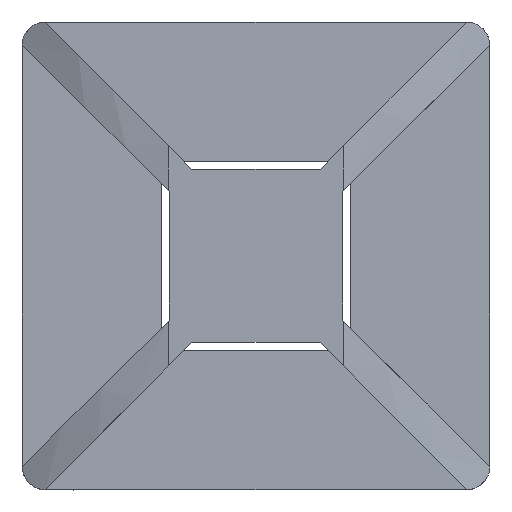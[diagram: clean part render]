
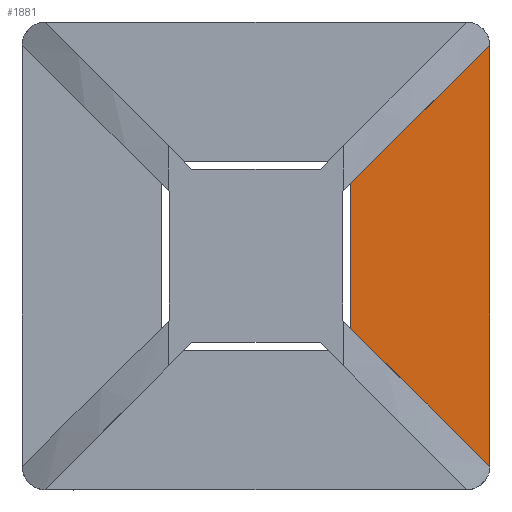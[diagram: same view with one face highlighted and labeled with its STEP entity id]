
A CAD part, top view. The second image highlights one B-rep face of the part: STEP entity #1881.
In plain terms, the highlighted planar face has unit normal (0, 0, 1).
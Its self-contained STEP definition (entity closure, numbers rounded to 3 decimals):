
#89=PLANE('',#2059);
#169=FACE_OUTER_BOUND('',#263,.T.);
#263=EDGE_LOOP('',(#1589,#1590,#1591,#1592));
#412=LINE('',#3024,#624);
#453=LINE('',#3120,#665);
#479=LINE('',#3179,#691);
#480=LINE('',#3180,#692);
#624=VECTOR('',#2356,1.);
#665=VECTOR('',#2443,1.);
#691=VECTOR('',#2511,1.);
#692=VECTOR('',#2512,1.);
#765=VERTEX_POINT('',#2647);
#792=VERTEX_POINT('',#2761);
#899=VERTEX_POINT('',#3021);
#900=VERTEX_POINT('',#3023);
#1108=EDGE_CURVE('',#900,#899,#412,.T.);
#1159=EDGE_CURVE('',#792,#900,#453,.T.);
#1191=EDGE_CURVE('',#899,#765,#479,.T.);
#1192=EDGE_CURVE('',#792,#765,#480,.T.);
#1589=ORIENTED_EDGE('',*,*,#1108,.T.);
#1590=ORIENTED_EDGE('',*,*,#1191,.T.);
#1591=ORIENTED_EDGE('',*,*,#1192,.F.);
#1592=ORIENTED_EDGE('',*,*,#1159,.T.);
#1881=ADVANCED_FACE('',(#169),#89,.F.);
#2059=AXIS2_PLACEMENT_3D('',#3178,#2509,#2510);
#2356=DIRECTION('',(0.,-1.,0.));
#2443=DIRECTION('',(-0.71,-0.704,0.));
#2509=DIRECTION('center_axis',(0.,0.,-1.));
#2510=DIRECTION('ref_axis',(0.,1.,0.));
#2511=DIRECTION('',(0.71,-0.704,0.));
#2512=DIRECTION('',(0.,-1.,0.));
#2647=CARTESIAN_POINT('',(10.,-9.,-2.5));
#2761=CARTESIAN_POINT('',(10.,9.,-2.5));
#3021=CARTESIAN_POINT('',(4.05,-3.094,-2.5));
#3023=CARTESIAN_POINT('',(4.05,3.094,-2.5));
#3024=CARTESIAN_POINT('',(4.05,0.,-2.5));
#3120=CARTESIAN_POINT('',(12.037,11.022,-2.5));
#3178=CARTESIAN_POINT('Origin',(9.221,0.,-2.5));
#3179=CARTESIAN_POINT('',(3.703,-2.75,-2.5));
#3180=CARTESIAN_POINT('',(10.,-5.,-2.5));
